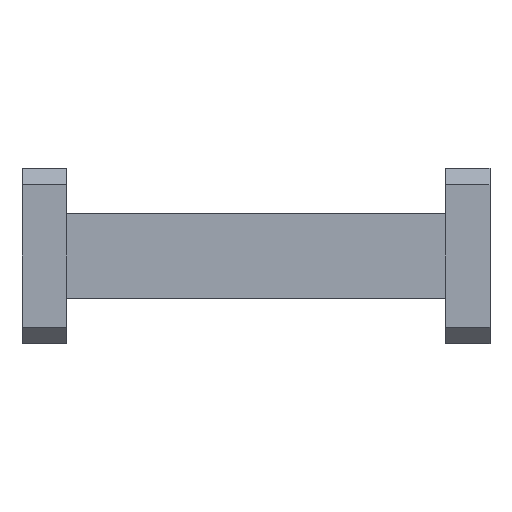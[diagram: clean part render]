
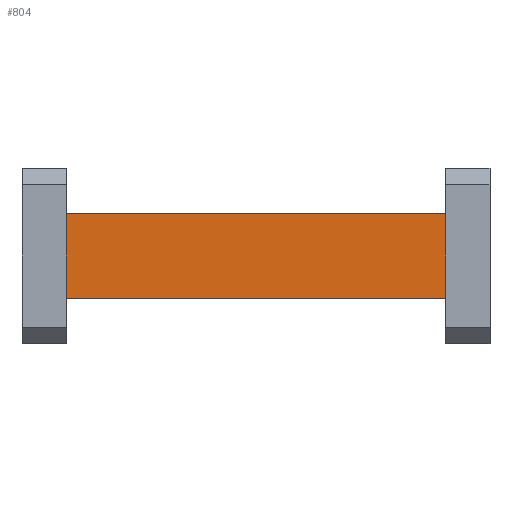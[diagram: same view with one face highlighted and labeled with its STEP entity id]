
A CAD part, front view. The second image highlights one B-rep face of the part: STEP entity #804.
In plain terms, the highlighted planar face has unit normal (0, -1, 0).
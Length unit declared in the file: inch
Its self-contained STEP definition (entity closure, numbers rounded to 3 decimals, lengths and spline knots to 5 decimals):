
#14 = CARTESIAN_POINT ( 'NONE',  ( 1.81, -0.11, -0.18 ) ) ;
#18 = EDGE_CURVE ( 'NONE', #326, #335, #898, .T. ) ;
#83 = VECTOR ( 'NONE', #517, 39.37008 ) ;
#130 = VERTEX_POINT ( 'NONE', #14 ) ;
#162 = CARTESIAN_POINT ( 'NONE',  ( 0.19, -0.11, -0.18 ) ) ;
#164 = EDGE_LOOP ( 'NONE', ( #1200, #1464, #1228, #990 ) ) ;
#206 = EDGE_CURVE ( 'NONE', #1374, #130, #808, .T. ) ;
#209 = DIRECTION ( 'NONE',  ( 0., 0., -1. ) ) ;
#275 = CARTESIAN_POINT ( 'NONE',  ( 1.81, -0.11, -0.18 ) ) ;
#280 = DIRECTION ( 'NONE',  ( 0., 1., 0. ) ) ;
#326 = VERTEX_POINT ( 'NONE', #162 ) ;
#335 = VERTEX_POINT ( 'NONE', #625 ) ;
#423 = DIRECTION ( 'NONE',  ( 1., 0., 0. ) ) ;
#517 = DIRECTION ( 'NONE',  ( -1., 0., 0. ) ) ;
#561 = EDGE_CURVE ( 'NONE', #130, #326, #821, .T. ) ;
#625 = CARTESIAN_POINT ( 'NONE',  ( 0.19, -0.11, 0.18 ) ) ;
#681 = CARTESIAN_POINT ( 'NONE',  ( 0.19, -0.11, -0.18 ) ) ;
#804 = ADVANCED_FACE ( 'NONE', ( #1445 ), #1063, .F. ) ;
#808 = LINE ( 'NONE', #1241, #1245 ) ;
#821 = LINE ( 'NONE', #868, #83 ) ;
#868 = CARTESIAN_POINT ( 'NONE',  ( 1.81, -0.11, -0.18 ) ) ;
#891 = CARTESIAN_POINT ( 'NONE',  ( 1.81, -0.11, 0.18 ) ) ;
#898 = LINE ( 'NONE', #681, #937 ) ;
#937 = VECTOR ( 'NONE', #1023, 39.37008 ) ;
#990 = ORIENTED_EDGE ( 'NONE', *, *, #18, .F. ) ;
#998 = CARTESIAN_POINT ( 'NONE',  ( 1.81, -0.11, 0.18 ) ) ;
#1023 = DIRECTION ( 'NONE',  ( 0., 0., 1. ) ) ;
#1063 = PLANE ( 'NONE',  #1095 ) ;
#1095 = AXIS2_PLACEMENT_3D ( 'NONE', #275, #280, #1183 ) ;
#1144 = VECTOR ( 'NONE', #423, 39.37008 ) ;
#1180 = LINE ( 'NONE', #891, #1144 ) ;
#1183 = DIRECTION ( 'NONE',  ( 0., 0., 1. ) ) ;
#1200 = ORIENTED_EDGE ( 'NONE', *, *, #561, .F. ) ;
#1228 = ORIENTED_EDGE ( 'NONE', *, *, #1449, .F. ) ;
#1241 = CARTESIAN_POINT ( 'NONE',  ( 1.81, -0.11, -0.18 ) ) ;
#1245 = VECTOR ( 'NONE', #209, 39.37008 ) ;
#1374 = VERTEX_POINT ( 'NONE', #998 ) ;
#1445 = FACE_OUTER_BOUND ( 'NONE', #164, .T. ) ;
#1449 = EDGE_CURVE ( 'NONE', #335, #1374, #1180, .T. ) ;
#1464 = ORIENTED_EDGE ( 'NONE', *, *, #206, .F. ) ;
